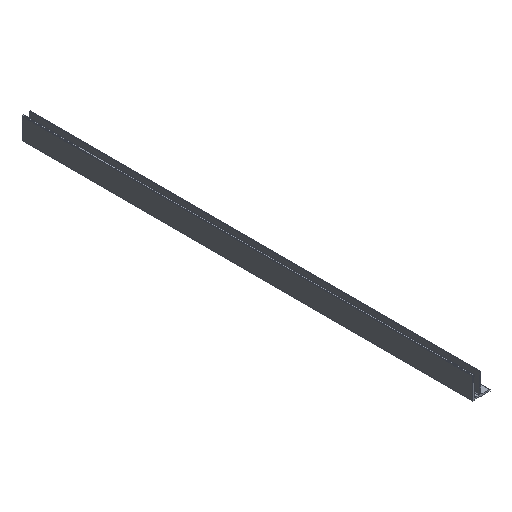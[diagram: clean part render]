
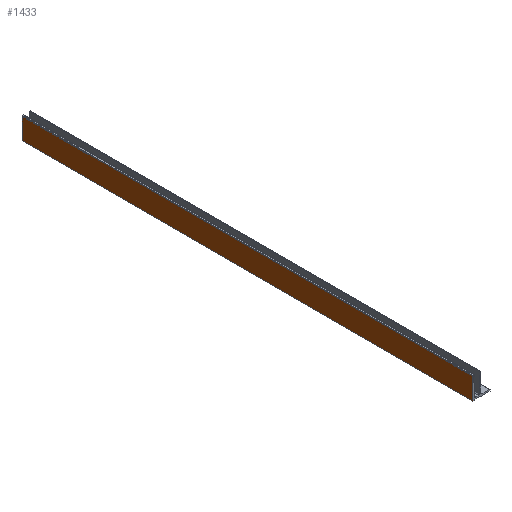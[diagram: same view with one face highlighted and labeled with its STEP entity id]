
A CAD part, isometric view. The second image highlights one B-rep face of the part: STEP entity #1433.
In plain terms, the highlighted planar face has unit normal (-1, 0, 0).
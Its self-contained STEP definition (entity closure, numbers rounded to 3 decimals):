
#9 = CARTESIAN_POINT ( 'NONE',  ( 0., -1250., 0. ) ) ;
#36 = DIRECTION ( 'NONE',  ( -1., 0., 0. ) ) ;
#71 = VECTOR ( 'NONE', #229, 1000. ) ;
#144 = DIRECTION ( 'NONE',  ( 0., 1., 0. ) ) ;
#147 = ORIENTED_EDGE ( 'NONE', *, *, #914, .T. ) ;
#160 = DIRECTION ( 'NONE',  ( 0., 0., 1. ) ) ;
#182 = PLANE ( 'NONE',  #643 ) ;
#229 = DIRECTION ( 'NONE',  ( 0., 0., 1. ) ) ;
#233 = VECTOR ( 'NONE', #160, 1000. ) ;
#327 = LINE ( 'NONE', #9, #1922 ) ;
#507 = ORIENTED_EDGE ( 'NONE', *, *, #1645, .T. ) ;
#530 = VERTEX_POINT ( 'NONE', #1640 ) ;
#587 = ORIENTED_EDGE ( 'NONE', *, *, #1901, .F. ) ;
#643 = AXIS2_PLACEMENT_3D ( 'NONE', #1399, #36, #1722 ) ;
#646 = ORIENTED_EDGE ( 'NONE', *, *, #1405, .F. ) ;
#654 = CARTESIAN_POINT ( 'NONE',  ( 0., -1250., 0. ) ) ;
#778 = VERTEX_POINT ( 'NONE', #1615 ) ;
#911 = DIRECTION ( 'NONE',  ( 0., 1., 0. ) ) ;
#914 = EDGE_CURVE ( 'NONE', #1408, #778, #1206, .T. ) ;
#929 = CARTESIAN_POINT ( 'NONE',  ( 0., -1250., 119.5 ) ) ;
#945 = FACE_OUTER_BOUND ( 'NONE', #1155, .T. ) ;
#1141 = LINE ( 'NONE', #654, #71 ) ;
#1155 = EDGE_LOOP ( 'NONE', ( #507, #147, #646, #587 ) ) ;
#1206 = LINE ( 'NONE', #929, #1764 ) ;
#1263 = VERTEX_POINT ( 'NONE', #1926 ) ;
#1369 = CARTESIAN_POINT ( 'NONE',  ( 0., -1250., 119.5 ) ) ;
#1399 = CARTESIAN_POINT ( 'NONE',  ( 0., -1250., 0. ) ) ;
#1405 = EDGE_CURVE ( 'NONE', #530, #778, #1705, .T. ) ;
#1408 = VERTEX_POINT ( 'NONE', #1369 ) ;
#1433 = ADVANCED_FACE ( 'NONE', ( #945 ), #182, .T. ) ;
#1542 = CARTESIAN_POINT ( 'NONE',  ( 0., 1250., 0. ) ) ;
#1615 = CARTESIAN_POINT ( 'NONE',  ( 0., 1250., 119.5 ) ) ;
#1640 = CARTESIAN_POINT ( 'NONE',  ( 0., 1250., 0. ) ) ;
#1645 = EDGE_CURVE ( 'NONE', #1263, #1408, #1141, .T. ) ;
#1705 = LINE ( 'NONE', #1542, #233 ) ;
#1722 = DIRECTION ( 'NONE',  ( 0., 0., 1. ) ) ;
#1764 = VECTOR ( 'NONE', #911, 1000. ) ;
#1901 = EDGE_CURVE ( 'NONE', #1263, #530, #327, .T. ) ;
#1922 = VECTOR ( 'NONE', #144, 1000. ) ;
#1926 = CARTESIAN_POINT ( 'NONE',  ( 0., -1250., 0. ) ) ;
